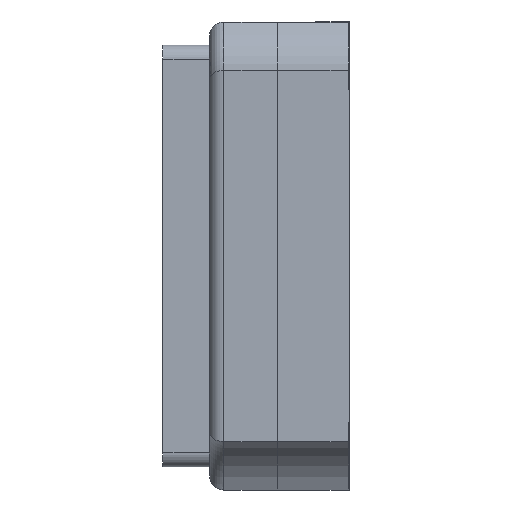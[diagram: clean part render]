
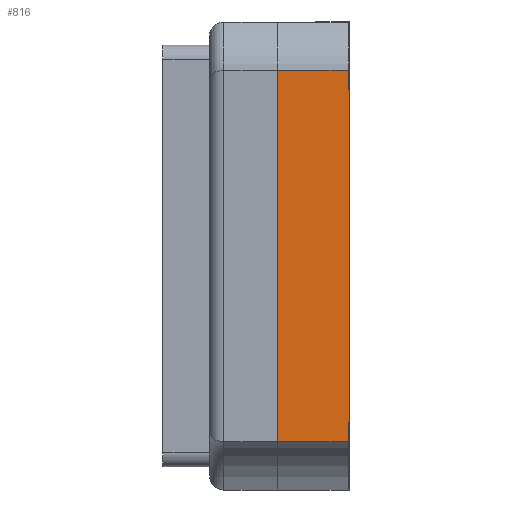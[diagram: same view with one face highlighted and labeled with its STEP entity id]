
A CAD part, left-side view. The second image highlights one B-rep face of the part: STEP entity #816.
In plain terms, the highlighted planar face has unit normal (-1, 0, 0).
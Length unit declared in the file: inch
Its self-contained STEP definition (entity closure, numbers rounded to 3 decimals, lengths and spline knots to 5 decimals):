
#18 = EDGE_LOOP ( 'NONE', ( #4938, #4778, #4365, #4792, #38, #5060, #4390, #4380 ) ) ;
#22 = VERTEX_POINT ( 'NONE', #5241 ) ;
#38 = ORIENTED_EDGE ( 'NONE', *, *, #702, .T. ) ;
#128 = VERTEX_POINT ( 'NONE', #5194 ) ;
#156 = VERTEX_POINT ( 'NONE', #5180 ) ;
#173 = VERTEX_POINT ( 'NONE', #5171 ) ;
#200 = VERTEX_POINT ( 'NONE', #5159 ) ;
#271 = VERTEX_POINT ( 'NONE', #5128 ) ;
#521 = EDGE_CURVE ( 'NONE', #128, #22, #4086, .T. ) ;
#582 = VECTOR ( 'NONE', #5393, 39.37008 ) ;
#633 = EDGE_CURVE ( 'NONE', #200, #173, #4139, .T. ) ;
#702 = EDGE_CURVE ( 'NONE', #4137, #271, #4091, .T. ) ;
#720 = EDGE_CURVE ( 'NONE', #128, #3992, #4132, .T. ) ;
#816 = ADVANCED_FACE ( 'NONE', ( #3964 ), #2307, .F. ) ;
#918 = EDGE_CURVE ( 'NONE', #156, #4137, #3539, .T. ) ;
#929 = EDGE_CURVE ( 'NONE', #200, #271, #3495, .T. ) ;
#1031 = EDGE_CURVE ( 'NONE', #156, #3992, #3490, .T. ) ;
#1057 = EDGE_CURVE ( 'NONE', #22, #173, #3435, .T. ) ;
#1186 = AXIS2_PLACEMENT_3D ( 'NONE', #2306, #2305, #2304 ) ;
#1204 = VECTOR ( 'NONE', #5256, 39.37008 ) ;
#1309 = VECTOR ( 'NONE', #3144, 39.37008 ) ;
#1379 = VECTOR ( 'NONE', #2972, 39.37008 ) ;
#1458 = VECTOR ( 'NONE', #2022, 39.37008 ) ;
#1461 = VECTOR ( 'NONE', #2884, 39.37008 ) ;
#1798 = VECTOR ( 'NONE', #1960, 39.37008 ) ;
#1873 = VECTOR ( 'NONE', #2832, 39.37008 ) ;
#1960 = DIRECTION ( 'NONE',  ( 0., -1., 0. ) ) ;
#1961 = CARTESIAN_POINT ( 'NONE',  ( -0.063, 0.039, 0.03888 ) ) ;
#2022 = DIRECTION ( 'NONE',  ( 0., 0., -1. ) ) ;
#2023 = CARTESIAN_POINT ( 'NONE',  ( -0.063, 0.0002, 0. ) ) ;
#2048 = CARTESIAN_POINT ( 'NONE',  ( -0.063, 0., -0.03488 ) ) ;
#2192 = CARTESIAN_POINT ( 'NONE',  ( -0.063, 0.0002, -0.03888 ) ) ;
#2304 = DIRECTION ( 'NONE',  ( 0., 0., -1. ) ) ;
#2305 = DIRECTION ( 'NONE',  ( 1., 0., 0. ) ) ;
#2306 = CARTESIAN_POINT ( 'NONE',  ( -0.063, 0.039, -0.049 ) ) ;
#2307 = PLANE ( 'NONE',  #1186 ) ;
#2829 = CARTESIAN_POINT ( 'NONE',  ( -0.063, 0.0002, -0.03488 ) ) ;
#2832 = DIRECTION ( 'NONE',  ( 0., -1., 0. ) ) ;
#2882 = CARTESIAN_POINT ( 'NONE',  ( -0.063, 0.0002, 0.03488 ) ) ;
#2884 = DIRECTION ( 'NONE',  ( 0., -1., 0. ) ) ;
#2972 = DIRECTION ( 'NONE',  ( 0., -1., 0. ) ) ;
#2973 = CARTESIAN_POINT ( 'NONE',  ( -0.063, 0.039, -0.03888 ) ) ;
#3144 = DIRECTION ( 'NONE',  ( 0., 0., 1. ) ) ;
#3148 = CARTESIAN_POINT ( 'NONE',  ( -0.063, 0., -0.049 ) ) ;
#3435 = LINE ( 'NONE', #1961, #1798 ) ;
#3490 = LINE ( 'NONE', #2023, #1458 ) ;
#3495 = LINE ( 'NONE', #2882, #1461 ) ;
#3539 = LINE ( 'NONE', #2829, #1873 ) ;
#3964 = FACE_OUTER_BOUND ( 'NONE', #18, .T. ) ;
#3992 = VERTEX_POINT ( 'NONE', #2192 ) ;
#4086 = LINE ( 'NONE', #5377, #582 ) ;
#4091 = LINE ( 'NONE', #3148, #1309 ) ;
#4132 = LINE ( 'NONE', #2973, #1379 ) ;
#4137 = VERTEX_POINT ( 'NONE', #2048 ) ;
#4139 = LINE ( 'NONE', #5347, #1204 ) ;
#4365 = ORIENTED_EDGE ( 'NONE', *, *, #1031, .F. ) ;
#4380 = ORIENTED_EDGE ( 'NONE', *, *, #1057, .F. ) ;
#4390 = ORIENTED_EDGE ( 'NONE', *, *, #633, .T. ) ;
#4778 = ORIENTED_EDGE ( 'NONE', *, *, #720, .T. ) ;
#4792 = ORIENTED_EDGE ( 'NONE', *, *, #918, .T. ) ;
#4938 = ORIENTED_EDGE ( 'NONE', *, *, #521, .F. ) ;
#5060 = ORIENTED_EDGE ( 'NONE', *, *, #929, .F. ) ;
#5128 = CARTESIAN_POINT ( 'NONE',  ( -0.063, 0., 0.03488 ) ) ;
#5159 = CARTESIAN_POINT ( 'NONE',  ( -0.063, 0.0002, 0.03488 ) ) ;
#5171 = CARTESIAN_POINT ( 'NONE',  ( -0.063, 0.0002, 0.03888 ) ) ;
#5180 = CARTESIAN_POINT ( 'NONE',  ( -0.063, 0.0002, -0.03488 ) ) ;
#5194 = CARTESIAN_POINT ( 'NONE',  ( -0.063, 0.015, -0.03888 ) ) ;
#5241 = CARTESIAN_POINT ( 'NONE',  ( -0.063, 0.015, 0.03888 ) ) ;
#5256 = DIRECTION ( 'NONE',  ( 0., 0., 1. ) ) ;
#5347 = CARTESIAN_POINT ( 'NONE',  ( -0.063, 0.0002, 0.03488 ) ) ;
#5377 = CARTESIAN_POINT ( 'NONE',  ( -0.063, 0.015, -0.049 ) ) ;
#5393 = DIRECTION ( 'NONE',  ( 0., 0., 1. ) ) ;
